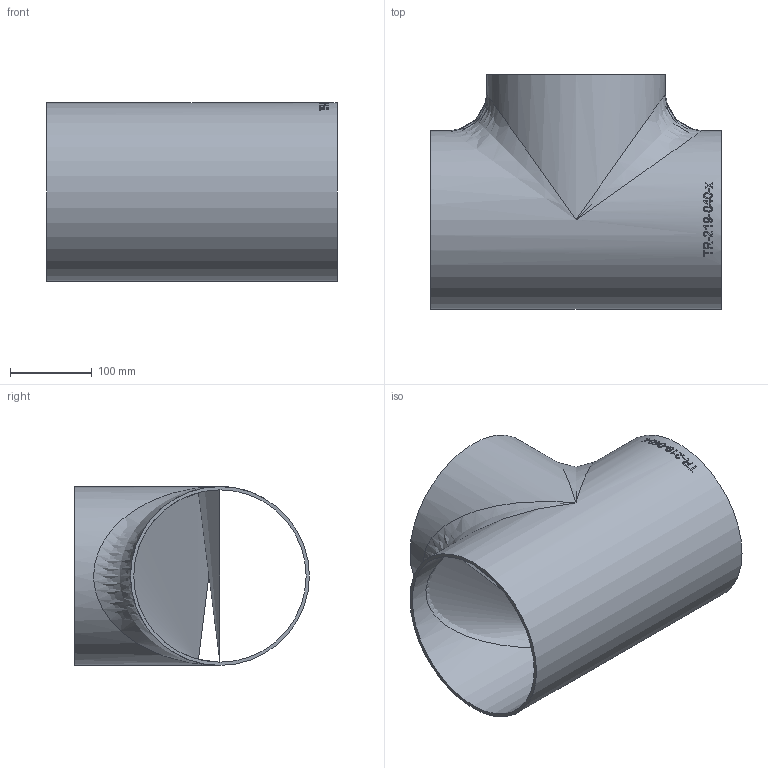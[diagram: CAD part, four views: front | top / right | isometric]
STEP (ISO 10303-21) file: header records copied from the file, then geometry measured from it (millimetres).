
FILE_DESCRIPTION (( 'STEP AP214' ), '1' );
FILE_NAME ('TR-219-040-x T-Stück 219,1x4,0 BL356 1910.STEP', '2019-10-16T09:46:27', ( '' ), ( '' ), 'SwSTEP 2.0', 'SolidWorks 2016', '' );
FILE_SCHEMA (( 'AUTOMOTIVE_DESIGN' ));
Length unit declared in the file: millimetre
Products named in the file (1): TR-219-040-x T-Stück 219,1x4,0 BL356 1910
Bounding box: 356 x 287.55 x 219.1 mm (x, y, z)
Volume: 1057938.2 mm3; surface area: 536610.3 mm2
Topology: 1 solids, 1 shells, 151 faces, 400 edges, 258 vertices
Faces by surface type: bspline 73, plane 56, cylinder 22
Full cylindrical faces by diameter (mm): 211.1 x2, 219.1 x2
Entity records: 22027 total; most frequent: CARTESIAN_POINT 17495, ORIENTED_EDGE 760, EDGE_CURVE 380, DIRECTION 375, VERTEX_POINT 254, B_SPLINE_CURVE_WITH_KNOTS 219, EDGE_LOOP 176, FACE_OUTER_BOUND 154
